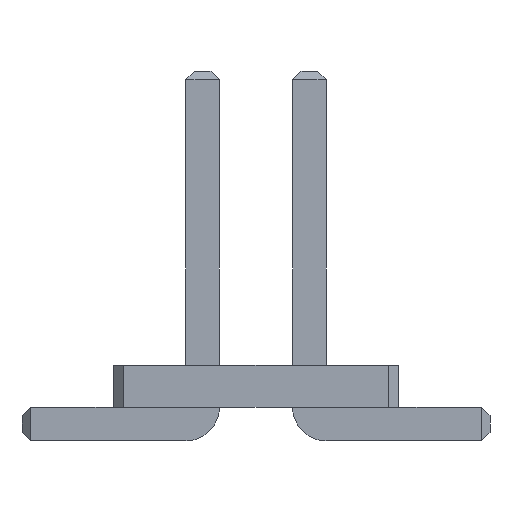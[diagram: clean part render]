
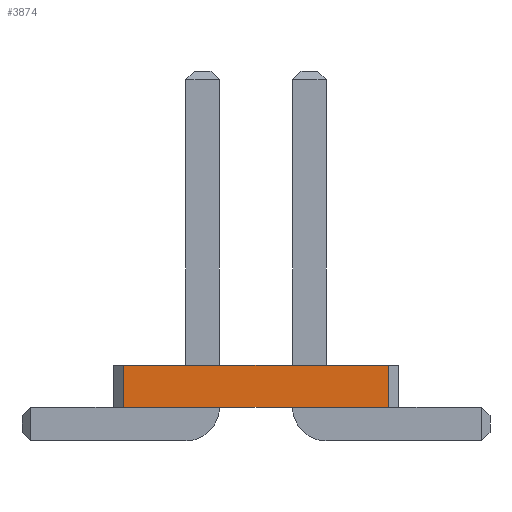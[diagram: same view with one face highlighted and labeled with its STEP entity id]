
A CAD part, front view. The second image highlights one B-rep face of the part: STEP entity #3874.
In plain terms, the highlighted planar face has unit normal (0, -1, 0).
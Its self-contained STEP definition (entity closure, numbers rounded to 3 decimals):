
#782 = VERTEX_POINT('',#783);
#783 = CARTESIAN_POINT('',(1.573,-5.715,0.4));
#789 = EDGE_CURVE('',#790,#782,#792,.T.);
#790 = VERTEX_POINT('',#791);
#791 = CARTESIAN_POINT('',(-1.573,-5.715,0.4));
#792 = LINE('',#793,#794);
#793 = CARTESIAN_POINT('',(-1.573,-5.715,0.4));
#794 = VECTOR('',#795,1.);
#795 = DIRECTION('',(1.,0.,0.));
#1638 = VERTEX_POINT('',#1639);
#1639 = CARTESIAN_POINT('',(1.573,-5.715,0.9));
#1645 = EDGE_CURVE('',#1646,#1638,#1648,.T.);
#1646 = VERTEX_POINT('',#1647);
#1647 = CARTESIAN_POINT('',(-1.573,-5.715,0.9));
#1648 = LINE('',#1649,#1650);
#1649 = CARTESIAN_POINT('',(-1.573,-5.715,0.9));
#1650 = VECTOR('',#1651,1.);
#1651 = DIRECTION('',(1.,0.,0.));
#3863 = EDGE_CURVE('',#790,#1646,#3864,.T.);
#3864 = LINE('',#3865,#3866);
#3865 = CARTESIAN_POINT('',(-1.573,-5.715,0.4));
#3866 = VECTOR('',#3867,1.);
#3867 = DIRECTION('',(0.,0.,1.));
#3874 = ADVANCED_FACE('',(#3875),#3886,.F.);
#3875 = FACE_BOUND('',#3876,.F.);
#3876 = EDGE_LOOP('',(#3877,#3878,#3879,#3885));
#3877 = ORIENTED_EDGE('',*,*,#3863,.T.);
#3878 = ORIENTED_EDGE('',*,*,#1645,.T.);
#3879 = ORIENTED_EDGE('',*,*,#3880,.F.);
#3880 = EDGE_CURVE('',#782,#1638,#3881,.T.);
#3881 = LINE('',#3882,#3883);
#3882 = CARTESIAN_POINT('',(1.573,-5.715,0.4));
#3883 = VECTOR('',#3884,1.);
#3884 = DIRECTION('',(0.,0.,1.));
#3885 = ORIENTED_EDGE('',*,*,#789,.F.);
#3886 = PLANE('',#3887);
#3887 = AXIS2_PLACEMENT_3D('',#3888,#3889,#3890);
#3888 = CARTESIAN_POINT('',(-1.573,-5.715,0.4));
#3889 = DIRECTION('',(0.,1.,0.));
#3890 = DIRECTION('',(1.,0.,0.));
